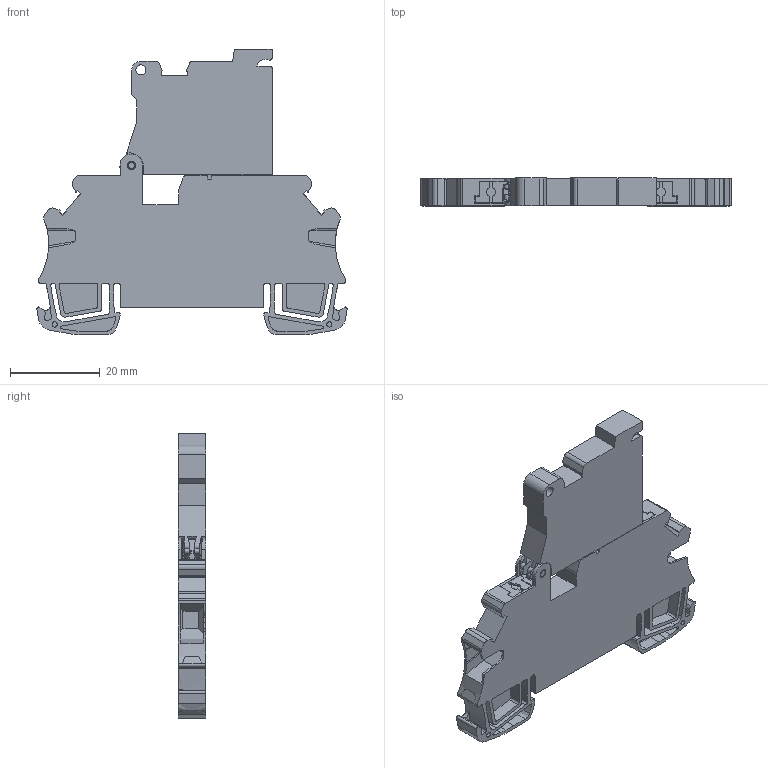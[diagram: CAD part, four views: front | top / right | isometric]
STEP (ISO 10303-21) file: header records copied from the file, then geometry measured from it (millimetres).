
FILE_DESCRIPTION( ('This file contains a STEP AP42 implementation' ,'as created by ZW3D STEP Interface translator.') ,'2;1' );
FILE_NAME( 'RPI4-HESI傷赽耀倰.stp' ,'23 4 6.182934', (''), ('ZWCAD Software Co.'), 'Version 1.0', 'ZW3D to STEP translator', '' );
FILE_SCHEMA(('AUTOMOTIVE_DESIGN { 1 0 10303 214 1 1 1 1 }'));
Length unit declared in the file: millimetre
Products named in the file (2): 0; RPI4-HESI(1)
Bounding box: 69.13 x 6.15 x 63.65 mm (x, y, z)
Volume: 14792.4 mm3; surface area: 9664.4 mm2
Topology: 1 solids, 1 shells, 491 faces, 1438 edges, 965 vertices
Faces by surface type: plane 310, cylinder 137, bspline 40, cone 2, torus 2
Full cylindrical faces by diameter (mm): 1.188 x2, 1.8 x2, 1.85 x2, 2.25 x1, 4 x2
Entity records: 17806 total; most frequent: CARTESIAN_POINT 4311, ORIENTED_EDGE 2876, DIRECTION 2508, EDGE_CURVE 1438, VECTOR 992, LINE 992, VERTEX_POINT 965, AXIS2_PLACEMENT_3D 758
